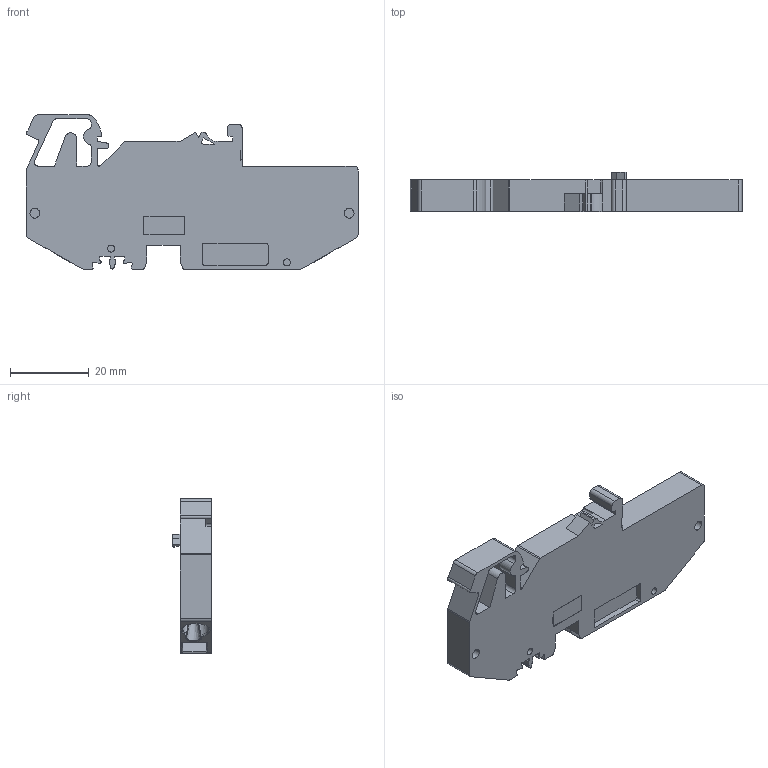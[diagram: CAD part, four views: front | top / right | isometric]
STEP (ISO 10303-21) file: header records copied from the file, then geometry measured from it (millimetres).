
FILE_DESCRIPTION((''),'2;1');
FILE_NAME('8YB754583','2021-12-27T',('ASUS'),(''),'PRO/ENGINEER BY PARAMETRIC TECHNOLOGY CORPORATION, 2013230','PRO/ENGINEER BY PARAMETRIC TECHNOLOGY CORPORATION, 2013230','');
FILE_SCHEMA(('CONFIG_CONTROL_DESIGN'));
Length unit declared in the file: millimetre
Products named in the file (1): 8YB754583
Bounding box: 84.5 x 9.9 x 39.2 mm (x, y, z)
Volume: 16642 mm3; surface area: 8980.7 mm2
Topology: 1 solids, 1 shells, 356 faces, 927 edges, 592 vertices
Faces by surface type: plane 205, cylinder 98, bspline 20, cone 19, torus 9, sphere 5
Entity records: 11647 total; most frequent: CARTESIAN_POINT 2914, ORIENTED_EDGE 1854, DIRECTION 1745, EDGE_CURVE 927, VECTOR 627, LINE 627, VERTEX_POINT 592, AXIS2_PLACEMENT_3D 559
